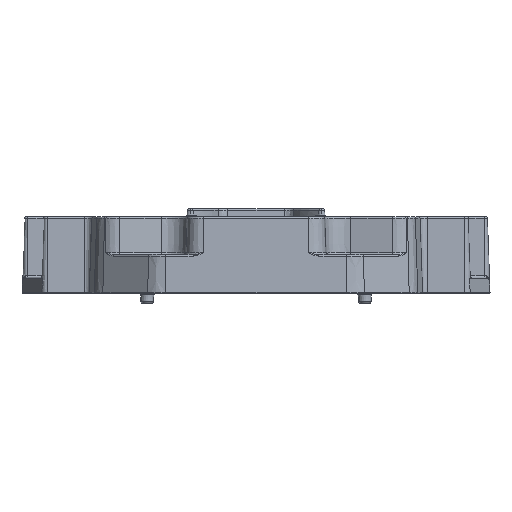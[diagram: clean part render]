
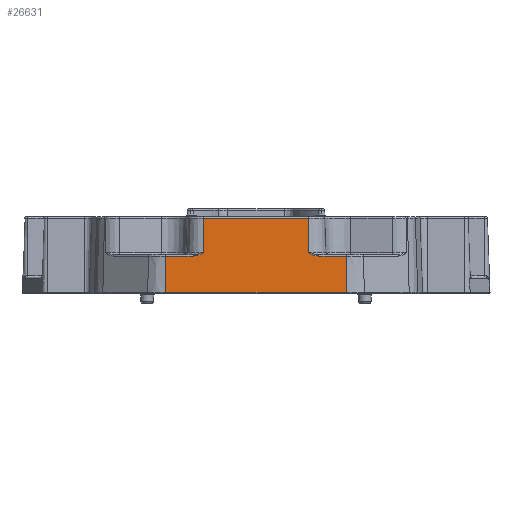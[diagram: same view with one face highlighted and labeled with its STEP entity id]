
A CAD part, front view. The second image highlights one B-rep face of the part: STEP entity #26631.
In plain terms, the highlighted planar face has unit normal (0, -0.999, 0.035).
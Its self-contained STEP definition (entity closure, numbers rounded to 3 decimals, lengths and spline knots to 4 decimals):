
#39 = LINE ( 'NONE', #17456, #21069 ) ;
#714 = LINE ( 'NONE', #11387, #33124 ) ;
#908 = EDGE_CURVE ( 'NONE', #19828, #6596, #7996, .T. ) ;
#1028 = CARTESIAN_POINT ( 'NONE',  ( -1.125, -1.7575, 0.75 ) ) ;
#1055 = CARTESIAN_POINT ( 'NONE',  ( 0., -1.7575, 0.75 ) ) ;
#1184 = CARTESIAN_POINT ( 'NONE',  ( -0.655, -1.7582, 0.7307 ) ) ;
#1196 = AXIS2_PLACEMENT_3D ( 'NONE', #1055, #11297, #1517 ) ;
#1248 = LINE ( 'NONE', #8428, #14045 ) ;
#1517 = DIRECTION ( 'NONE',  ( 0., -0.035, -0.999 ) ) ;
#1845 = DIRECTION ( 'NONE',  ( -1., 0., 0. ) ) ;
#2196 = CARTESIAN_POINT ( 'NONE',  ( -0.7729, -1.7746, 0.2607 ) ) ;
#3538 = VERTEX_POINT ( 'NONE', #25207 ) ;
#6596 = VERTEX_POINT ( 'NONE', #39771 ) ;
#6925 = CARTESIAN_POINT ( 'NONE',  ( 0.6653, -1.7734, 0.2947 ) ) ;
#7996 = LINE ( 'NONE', #1028, #19530 ) ;
#8024 = PLANE ( 'NONE',  #1196 ) ;
#8428 = CARTESIAN_POINT ( 'NONE',  ( 1.125, -1.7575, 0.75 ) ) ;
#10590 = CARTESIAN_POINT ( 'NONE',  ( 0.655, -1.7732, 0.2993 ) ) ;
#10815 = ORIENTED_EDGE ( 'NONE', *, *, #12398, .T. ) ;
#10944 = ORIENTED_EDGE ( 'NONE', *, *, #16178, .T. ) ;
#11297 = DIRECTION ( 'NONE',  ( 0., -0.999, 0.035 ) ) ;
#11387 = CARTESIAN_POINT ( 'NONE',  ( -0.655, -1.7575, 0.75 ) ) ;
#11409 = DIRECTION ( 'NONE',  ( 1., 0., 0. ) ) ;
#11826 = EDGE_CURVE ( 'NONE', #23959, #12196, #21885, .T. ) ;
#12196 = VERTEX_POINT ( 'NONE', #17795 ) ;
#12398 = EDGE_CURVE ( 'NONE', #41170, #34547, #40612, .T. ) ;
#13221 = CARTESIAN_POINT ( 'NONE',  ( 0.655, -1.7582, 0.7307 ) ) ;
#13954 = CARTESIAN_POINT ( 'NONE',  ( 0.7396, -1.7744, 0.2666 ) ) ;
#13962 = ORIENTED_EDGE ( 'NONE', *, *, #37909, .T. ) ;
#14045 = VECTOR ( 'NONE', #23086, 39.3701 ) ;
#14565 = ORIENTED_EDGE ( 'NONE', *, *, #11826, .T. ) ;
#15135 = LINE ( 'NONE', #1184, #34746 ) ;
#15208 = CARTESIAN_POINT ( 'NONE',  ( -0.655, -1.7732, 0.2993 ) ) ;
#15214 = CARTESIAN_POINT ( 'NONE',  ( 1.125, -1.7746, 0.2607 ) ) ;
#16178 = EDGE_CURVE ( 'NONE', #3538, #41170, #714, .T. ) ;
#17456 = CARTESIAN_POINT ( 'NONE',  ( 1.125, -1.7904, -0.1927 ) ) ;
#17795 = CARTESIAN_POINT ( 'NONE',  ( 0.7843, -1.7746, 0.2607 ) ) ;
#18327 = EDGE_CURVE ( 'NONE', #29384, #44738, #27660, .T. ) ;
#18589 = ORIENTED_EDGE ( 'NONE', *, *, #908, .T. ) ;
#18870 = DIRECTION ( 'NONE',  ( -1., 0., 0. ) ) ;
#19218 = B_SPLINE_CURVE_WITH_KNOTS ( 'NONE', 3,
 ( #29121, #25630, #39756, #13954, #46080, #39532, #21360, #42560, #6925, #35809 ),
 .UNSPECIFIED., .F., .F.,
 ( 4, 2, 2, 2, 4 ),
 ( 0., 0.0009, 0.0017, 0.0026, 0.0034 ),
 .UNSPECIFIED. ) ;
#19403 = ORIENTED_EDGE ( 'NONE', *, *, #25004, .T. ) ;
#19530 = VECTOR ( 'NONE', #43377, 39.3701 ) ;
#19828 = VERTEX_POINT ( 'NONE', #32980 ) ;
#19868 = CARTESIAN_POINT ( 'NONE',  ( -0.7396, -1.7744, 0.2666 ) ) ;
#20545 = CARTESIAN_POINT ( 'NONE',  ( -0.6964, -1.7739, 0.2807 ) ) ;
#20699 = EDGE_CURVE ( 'NONE', #23959, #28349, #1248, .T. ) ;
#21069 = VECTOR ( 'NONE', #11409, 39.3701 ) ;
#21360 = CARTESIAN_POINT ( 'NONE',  ( 0.6966, -1.7739, 0.2812 ) ) ;
#21885 = LINE ( 'NONE', #25869, #42907 ) ;
#23086 = DIRECTION ( 'NONE',  ( 0., -0.035, -0.999 ) ) ;
#23108 = CARTESIAN_POINT ( 'NONE',  ( -0.7617, -1.7745, 0.2621 ) ) ;
#23473 = CARTESIAN_POINT ( 'NONE',  ( 0., -1.7746, 0.2607 ) ) ;
#23959 = VERTEX_POINT ( 'NONE', #15214 ) ;
#24025 = CARTESIAN_POINT ( 'NONE',  ( -0.655, -1.7732, 0.2993 ) ) ;
#24218 = ORIENTED_EDGE ( 'NONE', *, *, #30208, .T. ) ;
#24852 = DIRECTION ( 'NONE',  ( 0., 0.035, 0.999 ) ) ;
#25004 = EDGE_CURVE ( 'NONE', #12196, #29384, #19218, .T. ) ;
#25207 = CARTESIAN_POINT ( 'NONE',  ( -0.655, -1.7582, 0.7307 ) ) ;
#25630 = CARTESIAN_POINT ( 'NONE',  ( 0.7729, -1.7746, 0.2607 ) ) ;
#25869 = CARTESIAN_POINT ( 'NONE',  ( 0.655, -1.7746, 0.2607 ) ) ;
#26631 = ADVANCED_FACE ( 'NONE', ( #32908 ), #8024, .T. ) ;
#27188 = EDGE_LOOP ( 'NONE', ( #18589, #24218, #32748, #14565, #19403, #34319, #43138, #10944, #10815, #13962 ) ) ;
#27660 = LINE ( 'NONE', #28816, #43808 ) ;
#28349 = VERTEX_POINT ( 'NONE', #45759 ) ;
#28816 = CARTESIAN_POINT ( 'NONE',  ( 0.655, -1.7575, 0.75 ) ) ;
#29121 = CARTESIAN_POINT ( 'NONE',  ( 0.7843, -1.7746, 0.2607 ) ) ;
#29384 = VERTEX_POINT ( 'NONE', #10590 ) ;
#30208 = EDGE_CURVE ( 'NONE', #6596, #28349, #39, .T. ) ;
#30563 = CARTESIAN_POINT ( 'NONE',  ( -0.7843, -1.7746, 0.2607 ) ) ;
#32748 = ORIENTED_EDGE ( 'NONE', *, *, #20699, .F. ) ;
#32908 = FACE_OUTER_BOUND ( 'NONE', #27188, .T. ) ;
#32980 = CARTESIAN_POINT ( 'NONE',  ( -1.125, -1.7746, 0.2607 ) ) ;
#33124 = VECTOR ( 'NONE', #37040, 39.3701 ) ;
#34319 = ORIENTED_EDGE ( 'NONE', *, *, #18327, .T. ) ;
#34547 = VERTEX_POINT ( 'NONE', #40716 ) ;
#34746 = VECTOR ( 'NONE', #43985, 39.3701 ) ;
#35390 = VECTOR ( 'NONE', #1845, 39.3701 ) ;
#35809 = CARTESIAN_POINT ( 'NONE',  ( 0.655, -1.7732, 0.2993 ) ) ;
#37040 = DIRECTION ( 'NONE',  ( 0., -0.035, -0.999 ) ) ;
#37554 = CARTESIAN_POINT ( 'NONE',  ( -0.7286, -1.7743, 0.2698 ) ) ;
#37909 = EDGE_CURVE ( 'NONE', #34547, #19828, #44679, .T. ) ;
#38246 = CARTESIAN_POINT ( 'NONE',  ( -0.6757, -1.7736, 0.29 ) ) ;
#38925 = EDGE_CURVE ( 'NONE', #44738, #3538, #15135, .T. ) ;
#39532 = CARTESIAN_POINT ( 'NONE',  ( 0.7071, -1.774, 0.2771 ) ) ;
#39756 = CARTESIAN_POINT ( 'NONE',  ( 0.7617, -1.7745, 0.2621 ) ) ;
#39771 = CARTESIAN_POINT ( 'NONE',  ( -1.125, -1.7904, -0.1927 ) ) ;
#40612 = B_SPLINE_CURVE_WITH_KNOTS ( 'NONE', 3,
 ( #24025, #38246, #20545, #37554, #19868, #23108, #2196, #30563 ),
 .UNSPECIFIED., .F., .F.,
 ( 4, 2, 2, 4 ),
 ( 0., 0.0017, 0.0026, 0.0034 ),
 .UNSPECIFIED. ) ;
#40716 = CARTESIAN_POINT ( 'NONE',  ( -0.7843, -1.7746, 0.2607 ) ) ;
#41170 = VERTEX_POINT ( 'NONE', #15208 ) ;
#42560 = CARTESIAN_POINT ( 'NONE',  ( 0.6757, -1.7736, 0.29 ) ) ;
#42907 = VECTOR ( 'NONE', #18870, 39.3701 ) ;
#43138 = ORIENTED_EDGE ( 'NONE', *, *, #38925, .T. ) ;
#43377 = DIRECTION ( 'NONE',  ( 0., -0.035, -0.999 ) ) ;
#43808 = VECTOR ( 'NONE', #24852, 39.3701 ) ;
#43985 = DIRECTION ( 'NONE',  ( -1., 0., 0. ) ) ;
#44679 = LINE ( 'NONE', #23473, #35390 ) ;
#44738 = VERTEX_POINT ( 'NONE', #13221 ) ;
#45759 = CARTESIAN_POINT ( 'NONE',  ( 1.125, -1.7904, -0.1927 ) ) ;
#46080 = CARTESIAN_POINT ( 'NONE',  ( 0.7286, -1.7743, 0.2698 ) ) ;
